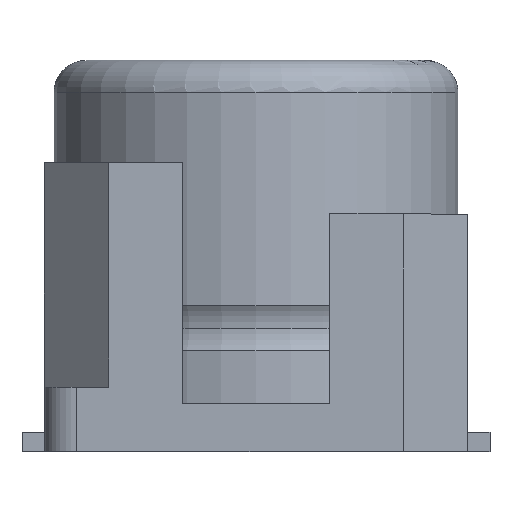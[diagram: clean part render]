
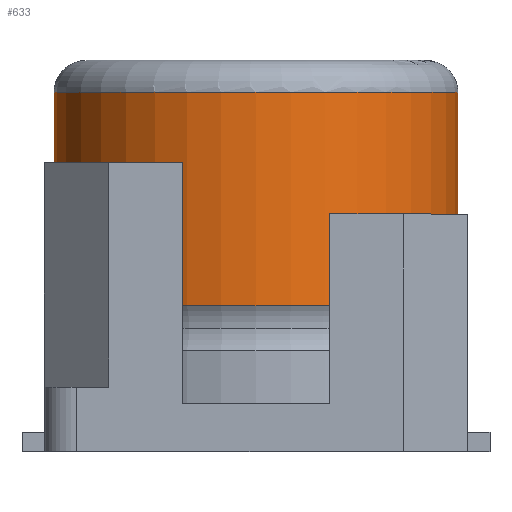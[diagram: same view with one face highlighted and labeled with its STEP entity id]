
A CAD part, top view. The second image highlights one B-rep face of the part: STEP entity #633.
In plain terms, the highlighted cylindrical face has radius 3.15 mm (diameter 6.3 mm), a partial arc.
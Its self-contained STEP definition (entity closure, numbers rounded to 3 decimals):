
#71 = LINE ( 'NONE', #1516, #3306 ) ;
#80 = AXIS2_PLACEMENT_3D ( 'NONE', #2863, #478, #1682 ) ;
#149 = ORIENTED_EDGE ( 'NONE', *, *, #689, .T. ) ;
#259 = FACE_OUTER_BOUND ( 'NONE', #750, .T. ) ;
#478 = DIRECTION ( 'NONE',  ( 0., -1., 0. ) ) ;
#568 = ORIENTED_EDGE ( 'NONE', *, *, #3061, .F. ) ;
#592 = LINE ( 'NONE', #2562, #3046 ) ;
#602 = DIRECTION ( 'NONE',  ( 0., -1., 0. ) ) ;
#633 = ADVANCED_FACE ( 'NONE', ( #259 ), #3367, .T. ) ;
#689 = EDGE_CURVE ( 'NONE', #920, #3023, #769, .T. ) ;
#750 = EDGE_LOOP ( 'NONE', ( #149, #3182, #2642, #568 ) ) ;
#769 = CIRCLE ( 'NONE', #858, 3.15 ) ;
#794 = DIRECTION ( 'NONE',  ( 0., -1., 0. ) ) ;
#858 = AXIS2_PLACEMENT_3D ( 'NONE', #1374, #794, #3450 ) ;
#920 = VERTEX_POINT ( 'NONE', #3243 ) ;
#930 = EDGE_CURVE ( 'NONE', #3285, #1301, #2854, .T. ) ;
#1196 = CARTESIAN_POINT ( 'NONE',  ( -3.15, 1.52, 0. ) ) ;
#1258 = EDGE_CURVE ( 'NONE', #3023, #1301, #592, .T. ) ;
#1301 = VERTEX_POINT ( 'NONE', #1196 ) ;
#1374 = CARTESIAN_POINT ( 'NONE',  ( 0., 4.85, 0. ) ) ;
#1493 = CARTESIAN_POINT ( 'NONE',  ( -3.15, 4.85, 0. ) ) ;
#1516 = CARTESIAN_POINT ( 'NONE',  ( 3.15, 5.35, 0. ) ) ;
#1682 = DIRECTION ( 'NONE',  ( 1., 0., 0. ) ) ;
#1792 = DIRECTION ( 'NONE',  ( 1., 0., 0. ) ) ;
#2562 = CARTESIAN_POINT ( 'NONE',  ( -3.15, 5.35, 0. ) ) ;
#2642 = ORIENTED_EDGE ( 'NONE', *, *, #930, .F. ) ;
#2854 = CIRCLE ( 'NONE', #3763, 3.15 ) ;
#2863 = CARTESIAN_POINT ( 'NONE',  ( 0., 5.35, 0. ) ) ;
#3008 = DIRECTION ( 'NONE',  ( 0., -1., 0. ) ) ;
#3023 = VERTEX_POINT ( 'NONE', #1493 ) ;
#3046 = VECTOR ( 'NONE', #3191, 1000. ) ;
#3061 = EDGE_CURVE ( 'NONE', #920, #3285, #71, .T. ) ;
#3182 = ORIENTED_EDGE ( 'NONE', *, *, #1258, .T. ) ;
#3191 = DIRECTION ( 'NONE',  ( 0., -1., 0. ) ) ;
#3243 = CARTESIAN_POINT ( 'NONE',  ( 3.15, 4.85, 0. ) ) ;
#3256 = CARTESIAN_POINT ( 'NONE',  ( 0., 1.52, 0. ) ) ;
#3285 = VERTEX_POINT ( 'NONE', #3661 ) ;
#3306 = VECTOR ( 'NONE', #3008, 1000. ) ;
#3367 = CYLINDRICAL_SURFACE ( 'NONE', #80, 3.15 ) ;
#3450 = DIRECTION ( 'NONE',  ( -1., 0., 0. ) ) ;
#3661 = CARTESIAN_POINT ( 'NONE',  ( 3.15, 1.52, 0. ) ) ;
#3763 = AXIS2_PLACEMENT_3D ( 'NONE', #3256, #602, #1792 ) ;
